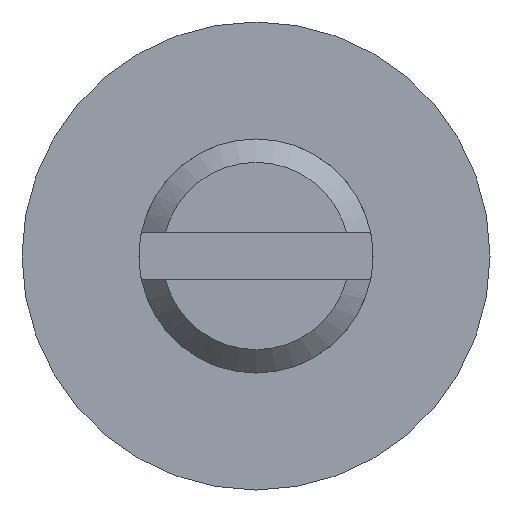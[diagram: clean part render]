
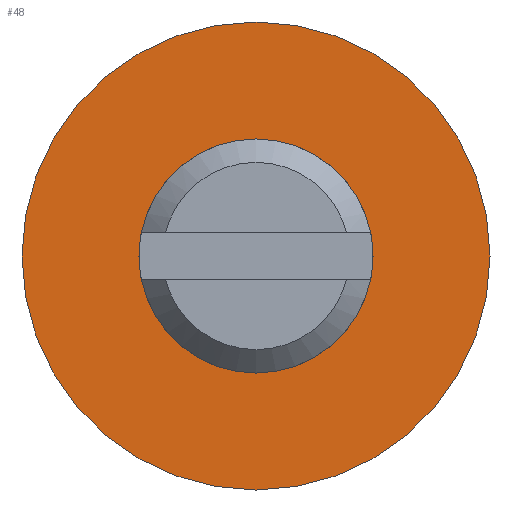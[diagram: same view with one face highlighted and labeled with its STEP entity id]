
A CAD part, left-side view. The second image highlights one B-rep face of the part: STEP entity #48.
In plain terms, the highlighted planar face has unit normal (-1, 0, 0).
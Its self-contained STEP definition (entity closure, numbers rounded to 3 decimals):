
#48=ADVANCED_FACE('',(#144,#145),#143,.F.);
#143=PLANE('',#325);
#144=FACE_OUTER_BOUND('',#326,.T.);
#145=FACE_BOUND('',#327,.T.);
#322=CARTESIAN_POINT('',(-12.8,-10.392,11.5));
#323=DIRECTION('',(1.,0.,0.));
#324=DIRECTION('',(0.,0.,-1.));
#325=AXIS2_PLACEMENT_3D('',#322,#323,#324);
#326=EDGE_LOOP('',(#437,#438));
#327=EDGE_LOOP('',(#439,#440));
#437=ORIENTED_EDGE('',*,*,#524,.T.);
#438=ORIENTED_EDGE('',*,*,#525,.T.);
#439=ORIENTED_EDGE('',*,*,#526,.F.);
#440=ORIENTED_EDGE('',*,*,#527,.F.);
#524=EDGE_CURVE('',#723,#724,#725,.T.);
#525=EDGE_CURVE('',#724,#723,#731,.T.);
#526=EDGE_CURVE('',#737,#738,#739,.T.);
#527=EDGE_CURVE('',#738,#737,#745,.T.);
#723=VERTEX_POINT('',#969);
#724=VERTEX_POINT('',#970);
#725=CIRCLE('',#974,5.);
#731=CIRCLE('',#978,5.);
#737=VERTEX_POINT('',#979);
#738=VERTEX_POINT('',#980);
#739=CIRCLE('',#984,2.5);
#745=CIRCLE('',#988,2.5);
#969=CARTESIAN_POINT('',(-12.8,0.,-5.));
#970=CARTESIAN_POINT('',(-12.8,0.,5.));
#971=CARTESIAN_POINT('',(-12.8,0.,0.));
#972=DIRECTION('',(-1.,0.,0.));
#973=DIRECTION('',(0.,0.,-1.));
#974=AXIS2_PLACEMENT_3D('',#971,#972,#973);
#975=CARTESIAN_POINT('',(-12.8,0.,0.));
#976=DIRECTION('',(-1.,0.,0.));
#977=DIRECTION('',(0.,0.,-1.));
#978=AXIS2_PLACEMENT_3D('',#975,#976,#977);
#979=CARTESIAN_POINT('',(-12.8,0.,-2.5));
#980=CARTESIAN_POINT('',(-12.8,0.,2.5));
#981=CARTESIAN_POINT('',(-12.8,0.,0.));
#982=DIRECTION('',(-1.,0.,0.));
#983=DIRECTION('',(0.,0.,1.));
#984=AXIS2_PLACEMENT_3D('',#981,#982,#983);
#985=CARTESIAN_POINT('',(-12.8,0.,0.));
#986=DIRECTION('',(-1.,0.,0.));
#987=DIRECTION('',(0.,0.,1.));
#988=AXIS2_PLACEMENT_3D('',#985,#986,#987);
